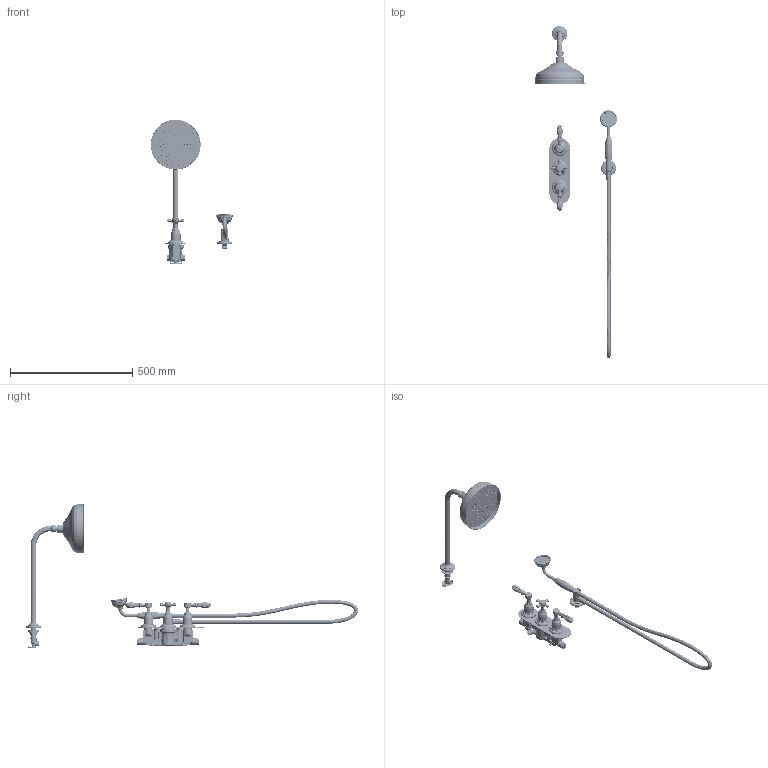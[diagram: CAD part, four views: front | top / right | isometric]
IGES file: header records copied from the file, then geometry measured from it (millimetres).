
Global section: file name: V2B2-XGC-V909; native system: Autodesk Inventor 2018; preprocessor: unknown; author: rclarke; date: 20190708.102039; units: millimetre
Bounding box: 337.02 x 1358.5 x 591.79 mm (x, y, z)
Volume: 2697447.2 mm3; surface area: 746687.7 mm2
Topology: 104 solids, 119 shells, 4395 faces, 11292 edges, 7611 vertices
Faces by surface type: bspline 4395
